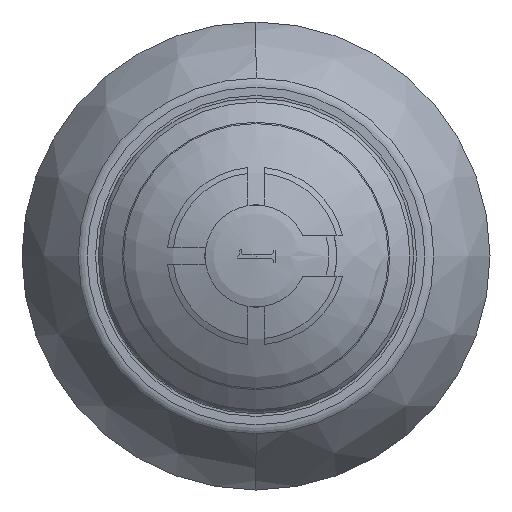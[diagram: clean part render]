
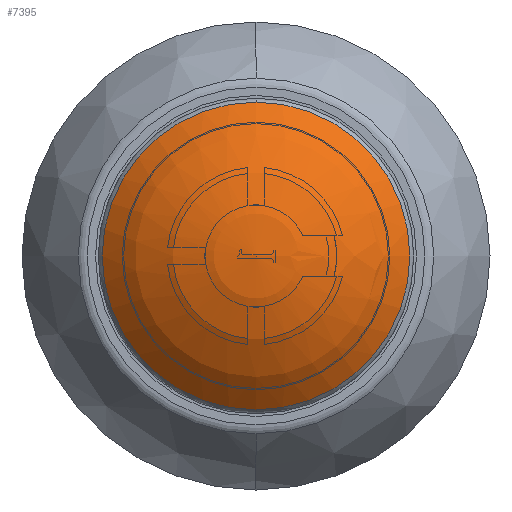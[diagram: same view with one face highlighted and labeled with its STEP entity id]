
A CAD part, front view. The second image highlights one B-rep face of the part: STEP entity #7395.
In plain terms, the highlighted spherical face has radius 8.122 mm.
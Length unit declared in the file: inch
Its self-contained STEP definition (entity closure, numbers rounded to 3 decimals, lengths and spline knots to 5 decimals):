
#1982=FACE_OUTER_BOUND('',#2392,.T.);
#2392=EDGE_LOOP('',(#5259,#5260,#5261,#5262,#5263));
#2841=CIRCLE('',#7876,0.22654);
#2842=CIRCLE('',#7877,0.22654);
#2845=CIRCLE('',#7880,0.22654);
#2850=CIRCLE('',#7890,0.31978);
#3175=VERTEX_POINT('',#10870);
#3176=VERTEX_POINT('',#10871);
#3177=VERTEX_POINT('',#10873);
#3178=VERTEX_POINT('',#10915);
#3987=EDGE_CURVE('',#3175,#3176,#2841,.T.);
#3988=EDGE_CURVE('',#3176,#3177,#2842,.T.);
#3991=EDGE_CURVE('',#3177,#3175,#2845,.T.);
#3996=EDGE_CURVE('',#3176,#3178,#2850,.T.);
#5259=ORIENTED_EDGE('',*,*,#3991,.F.);
#5260=ORIENTED_EDGE('',*,*,#3988,.F.);
#5261=ORIENTED_EDGE('',*,*,#3996,.T.);
#5262=ORIENTED_EDGE('',*,*,#3996,.F.);
#5263=ORIENTED_EDGE('',*,*,#3987,.F.);
#7353=SPHERICAL_SURFACE('',#7889,0.31978);
#7395=ADVANCED_FACE('',(#1982),#7353,.T.);
#7876=AXIS2_PLACEMENT_3D('',#10872,#8643,#8644);
#7877=AXIS2_PLACEMENT_3D('',#10874,#8645,#8646);
#7880=AXIS2_PLACEMENT_3D('',#10905,#8651,#8652);
#7889=AXIS2_PLACEMENT_3D('',#10914,#8669,#8670);
#7890=AXIS2_PLACEMENT_3D('',#10916,#8671,#8672);
#8643=DIRECTION('center_axis',(0.,1.,0.));
#8644=DIRECTION('ref_axis',(0.,0.,-1.));
#8645=DIRECTION('center_axis',(0.,1.,0.));
#8646=DIRECTION('ref_axis',(0.,0.,-1.));
#8651=DIRECTION('center_axis',(0.,1.,0.));
#8652=DIRECTION('ref_axis',(-1.,0.,0.));
#8669=DIRECTION('center_axis',(0.,-1.,0.));
#8670=DIRECTION('ref_axis',(-1.,0.,0.));
#8671=DIRECTION('center_axis',(0.,0.,
-1.));
#8672=DIRECTION('ref_axis',(1.,0.,0.));
#10870=CARTESIAN_POINT('',(0.,-0.53938,0.22654));
#10871=CARTESIAN_POINT('',(0.22654,-0.53938,0.));
#10872=CARTESIAN_POINT('Origin',(0.,-0.53938,
0.));
#10873=CARTESIAN_POINT('',(0.,-0.53938,-0.22654));
#10874=CARTESIAN_POINT('Origin',(0.,-0.53938,
0.));
#10905=CARTESIAN_POINT('Origin',(0.,-0.53938,
0.));
#10914=CARTESIAN_POINT('Origin',(0.,-0.31369,
0.));
#10915=CARTESIAN_POINT('',(0.,-0.63346,0.));
#10916=CARTESIAN_POINT('Origin',(0.,-0.31369,
0.));
